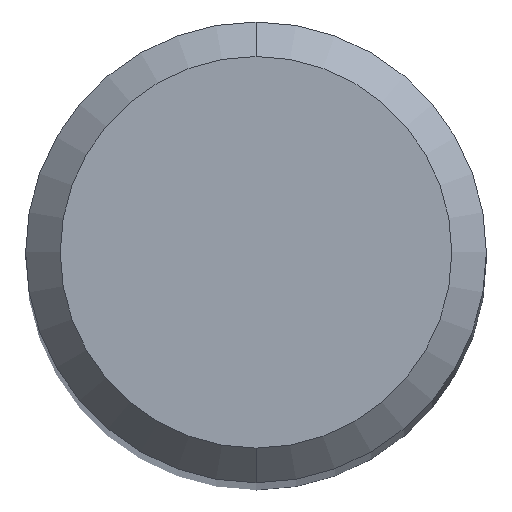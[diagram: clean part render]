
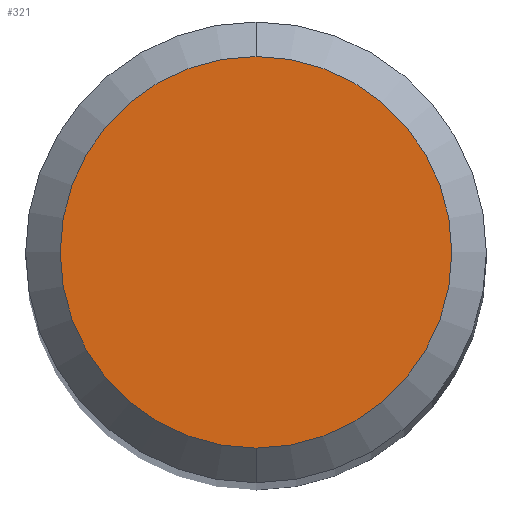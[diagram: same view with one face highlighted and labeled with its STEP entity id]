
A CAD part, top view. The second image highlights one B-rep face of the part: STEP entity #321.
In plain terms, the highlighted planar face has unit normal (0, 0, 1).
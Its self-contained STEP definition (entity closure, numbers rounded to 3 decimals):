
#227=VERTEX_POINT('',#588);
#321=ADVANCED_FACE('',(#691),#692,.T.);
#373=EDGE_CURVE('',#227,#473,#751,.T.);
#453=EDGE_CURVE('',#473,#227,#838,.T.);
#473=VERTEX_POINT('',#859);
#588=CARTESIAN_POINT('',(0.,-1.7,0.0));
#691=FACE_OUTER_BOUND('',#1203,.T.);
#692=PLANE('',#1204);
#751=CIRCLE('',#1319,1.7);
#838=CIRCLE('',#1503,1.7);
#859=CARTESIAN_POINT('',(0.0,1.7,0.0));
#1203=EDGE_LOOP('',(#1808,#1809));
#1204=AXIS2_PLACEMENT_3D('',#1810,#1811,#1812);
#1319=AXIS2_PLACEMENT_3D('',#1875,#1876,#1877);
#1503=AXIS2_PLACEMENT_3D('',#1968,#1969,#1970);
#1808=ORIENTED_EDGE('',*,*,#453,.F.);
#1809=ORIENTED_EDGE('',*,*,#373,.F.);
#1810=CARTESIAN_POINT('',(0.0,0.85,0.0));
#1811=DIRECTION('',(-0.0,0.0,1.0));
#1812=DIRECTION('',(0.0,-1.0,0.0));
#1875=CARTESIAN_POINT('',(0.0,0.0,0.0));
#1876=DIRECTION('',(0.0,0.0,-1.0));
#1877=DIRECTION('',(0.0,1.0,0.0));
#1968=CARTESIAN_POINT('',(0.0,0.0,0.0));
#1969=DIRECTION('',(0.0,0.0,-1.0));
#1970=DIRECTION('',(0.0,1.0,0.0));
